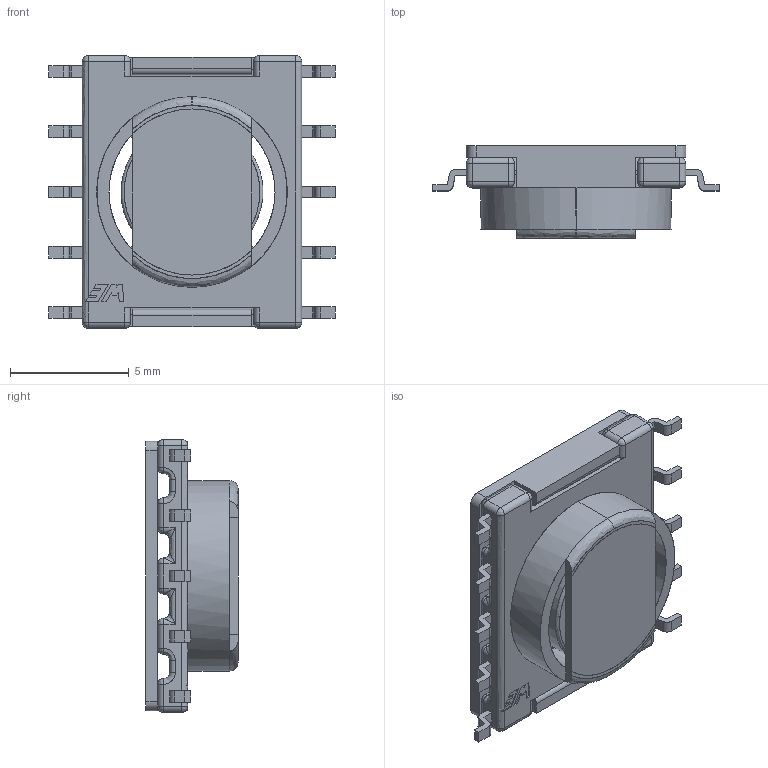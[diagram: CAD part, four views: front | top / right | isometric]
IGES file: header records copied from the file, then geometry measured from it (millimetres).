
Start section: SolidWorks IGES file using analytic representation for surfaces
Global section: file name: TOR_1239_0288.IGS; native system: SolidWorks 2017; preprocessor: SolidWorks 2017; author: wyatt.kraus; date: 200407.160431; units: inch
Bounding box: 12.07 x 3.9 x 11.5 mm (x, y, z)
Surface area: 721.3 mm2 (no closed solid volume)
Topology: 0 solids, 0 shells, 436 faces, 2851 edges, 2795 vertices
Faces by surface type: bspline 254, revolution 182
